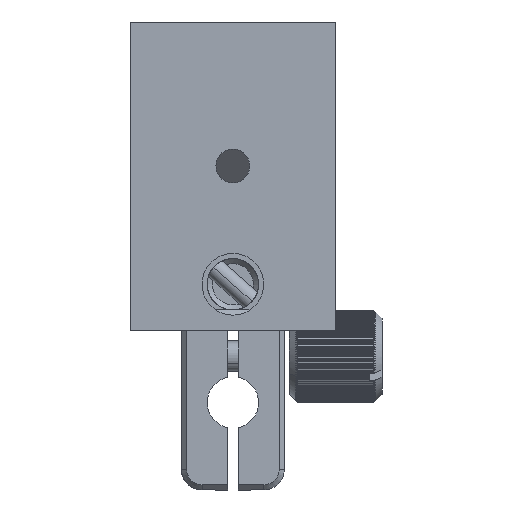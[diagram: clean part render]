
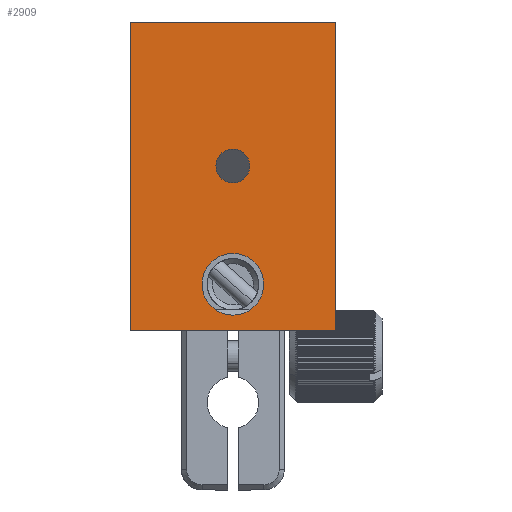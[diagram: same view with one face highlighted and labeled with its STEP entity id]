
A CAD part, front view. The second image highlights one B-rep face of the part: STEP entity #2909.
In plain terms, the highlighted planar face has unit normal (0, -1, 0).
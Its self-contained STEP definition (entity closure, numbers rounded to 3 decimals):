
#94 = CARTESIAN_POINT ( 'NONE',  ( 0., -8., -10.5 ) ) ;
#252 = AXIS2_PLACEMENT_3D ( 'NONE', #13334, #5953, #11813 ) ;
#340 = AXIS2_PLACEMENT_3D ( 'NONE', #94, #17573, #13136 ) ;
#347 = VERTEX_POINT ( 'NONE', #10345 ) ;
#1225 = ORIENTED_EDGE ( 'NONE', *, *, #10337, .F. ) ;
#1342 = VECTOR ( 'NONE', #4115, 1000. ) ;
#1677 = CARTESIAN_POINT ( 'NONE',  ( 0., -8., -10.5 ) ) ;
#1816 = CARTESIAN_POINT ( 'NONE',  ( 10., -8., 15. ) ) ;
#1921 = LINE ( 'NONE', #6946, #8783 ) ;
#1962 = CIRCLE ( 'NONE', #18669, 3. ) ;
#2084 = FACE_BOUND ( 'NONE', #16394, .T. ) ;
#2121 = EDGE_CURVE ( 'NONE', #2463, #4996, #9426, .T. ) ;
#2463 = VERTEX_POINT ( 'NONE', #9891 ) ;
#2600 = VECTOR ( 'NONE', #15545, 1000. ) ;
#2839 = VERTEX_POINT ( 'NONE', #5025 ) ;
#2909 = ADVANCED_FACE ( 'NONE', ( #2084, #10081, #17648 ), #6949, .T. ) ;
#3425 = CIRCLE ( 'NONE', #340, 3. ) ;
#3672 = ORIENTED_EDGE ( 'NONE', *, *, #11594, .F. ) ;
#3890 = DIRECTION ( 'NONE',  ( 0., -1., 0. ) ) ;
#4115 = DIRECTION ( 'NONE',  ( 1., 0., 0. ) ) ;
#4180 = EDGE_CURVE ( 'NONE', #6140, #347, #3425, .T. ) ;
#4249 = DIRECTION ( 'NONE',  ( 0., 0., -1. ) ) ;
#4543 = VERTEX_POINT ( 'NONE', #10843 ) ;
#4924 = VERTEX_POINT ( 'NONE', #1816 ) ;
#4996 = VERTEX_POINT ( 'NONE', #14967 ) ;
#5025 = CARTESIAN_POINT ( 'NONE',  ( -10., -8., 15. ) ) ;
#5230 = CARTESIAN_POINT ( 'NONE',  ( -10., -8., 15. ) ) ;
#5598 = DIRECTION ( 'NONE',  ( 0., 0., -1. ) ) ;
#5953 = DIRECTION ( 'NONE',  ( 0., -1., 0. ) ) ;
#6140 = VERTEX_POINT ( 'NONE', #14433 ) ;
#6946 = CARTESIAN_POINT ( 'NONE',  ( -10., -8., 15. ) ) ;
#6949 = PLANE ( 'NONE',  #16005 ) ;
#7519 = ORIENTED_EDGE ( 'NONE', *, *, #15913, .F. ) ;
#7534 = EDGE_CURVE ( 'NONE', #7957, #4543, #16001, .T. ) ;
#7957 = VERTEX_POINT ( 'NONE', #15537 ) ;
#8319 = EDGE_LOOP ( 'NONE', ( #11888, #3672, #14300, #13733 ) ) ;
#8655 = ORIENTED_EDGE ( 'NONE', *, *, #2121, .F. ) ;
#8783 = VECTOR ( 'NONE', #4249, 1000. ) ;
#9426 = CIRCLE ( 'NONE', #252, 1.65 ) ;
#9504 = EDGE_CURVE ( 'NONE', #2839, #4924, #11137, .T. ) ;
#9807 = CARTESIAN_POINT ( 'NONE',  ( -10., -8., -15. ) ) ;
#9891 = CARTESIAN_POINT ( 'NONE',  ( 0., -8., 2.65 ) ) ;
#10081 = FACE_BOUND ( 'NONE', #16506, .T. ) ;
#10304 = ORIENTED_EDGE ( 'NONE', *, *, #4180, .F. ) ;
#10337 = EDGE_CURVE ( 'NONE', #347, #6140, #1962, .T. ) ;
#10345 = CARTESIAN_POINT ( 'NONE',  ( 0., -8., -7.5 ) ) ;
#10534 = CARTESIAN_POINT ( 'NONE',  ( 0., -8., 1. ) ) ;
#10843 = CARTESIAN_POINT ( 'NONE',  ( 10., -8., -15. ) ) ;
#11107 = EDGE_CURVE ( 'NONE', #2839, #7957, #1921, .T. ) ;
#11137 = LINE ( 'NONE', #5230, #12251 ) ;
#11264 = CARTESIAN_POINT ( 'NONE',  ( 10., -8., 15. ) ) ;
#11594 = EDGE_CURVE ( 'NONE', #4924, #4543, #15399, .T. ) ;
#11813 = DIRECTION ( 'NONE',  ( 0., 0., -1. ) ) ;
#11888 = ORIENTED_EDGE ( 'NONE', *, *, #7534, .T. ) ;
#12251 = VECTOR ( 'NONE', #17440, 1000. ) ;
#12592 = AXIS2_PLACEMENT_3D ( 'NONE', #10534, #16230, #17949 ) ;
#13136 = DIRECTION ( 'NONE',  ( 0., 0., -1. ) ) ;
#13334 = CARTESIAN_POINT ( 'NONE',  ( 0., -8., 1. ) ) ;
#13733 = ORIENTED_EDGE ( 'NONE', *, *, #11107, .T. ) ;
#14300 = ORIENTED_EDGE ( 'NONE', *, *, #9504, .F. ) ;
#14433 = CARTESIAN_POINT ( 'NONE',  ( 0., -8., -13.5 ) ) ;
#14830 = DIRECTION ( 'NONE',  ( 0., -1., 0. ) ) ;
#14967 = CARTESIAN_POINT ( 'NONE',  ( 0., -8., -0.65 ) ) ;
#15399 = LINE ( 'NONE', #11264, #2600 ) ;
#15537 = CARTESIAN_POINT ( 'NONE',  ( -10., -8., -15. ) ) ;
#15545 = DIRECTION ( 'NONE',  ( 0., 0., -1. ) ) ;
#15913 = EDGE_CURVE ( 'NONE', #4996, #2463, #17144, .T. ) ;
#16001 = LINE ( 'NONE', #9807, #1342 ) ;
#16005 = AXIS2_PLACEMENT_3D ( 'NONE', #17238, #3890, #5598 ) ;
#16230 = DIRECTION ( 'NONE',  ( 0., -1., 0. ) ) ;
#16344 = DIRECTION ( 'NONE',  ( 0., 0., -1. ) ) ;
#16394 = EDGE_LOOP ( 'NONE', ( #10304, #1225 ) ) ;
#16506 = EDGE_LOOP ( 'NONE', ( #7519, #8655 ) ) ;
#17144 = CIRCLE ( 'NONE', #12592, 1.65 ) ;
#17238 = CARTESIAN_POINT ( 'NONE',  ( -10., -8., 15. ) ) ;
#17440 = DIRECTION ( 'NONE',  ( 1., 0., 0. ) ) ;
#17573 = DIRECTION ( 'NONE',  ( 0., -1., 0. ) ) ;
#17648 = FACE_OUTER_BOUND ( 'NONE', #8319, .T. ) ;
#17949 = DIRECTION ( 'NONE',  ( 0., 0., -1. ) ) ;
#18669 = AXIS2_PLACEMENT_3D ( 'NONE', #1677, #14830, #16344 ) ;
